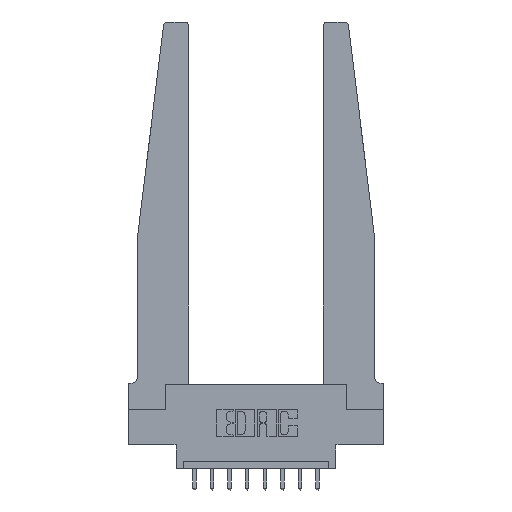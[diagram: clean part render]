
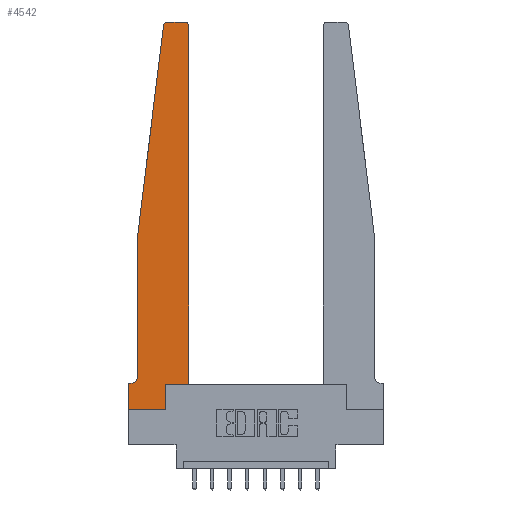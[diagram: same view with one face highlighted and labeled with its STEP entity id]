
A CAD part, top view. The second image highlights one B-rep face of the part: STEP entity #4542.
In plain terms, the highlighted planar face has unit normal (0, 0, 1).
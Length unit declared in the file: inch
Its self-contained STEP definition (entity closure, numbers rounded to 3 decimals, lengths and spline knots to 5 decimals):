
#163 = VECTOR ( 'NONE', #5841, 39.37008 ) ;
#216 = AXIS2_PLACEMENT_3D ( 'NONE', #12093, #693, #1740 ) ;
#301 = VERTEX_POINT ( 'NONE', #8015 ) ;
#570 = CARTESIAN_POINT ( 'NONE',  ( 0.065, 1.25, 0.37 ) ) ;
#677 = EDGE_CURVE ( 'NONE', #4243, #10595, #6944, .T. ) ;
#693 = DIRECTION ( 'NONE',  ( 0., 0., -1. ) ) ;
#1130 = ORIENTED_EDGE ( 'NONE', *, *, #5483, .T. ) ;
#1183 = CIRCLE ( 'NONE', #216, 0.05 ) ;
#1184 = DIRECTION ( 'NONE',  ( 1., 0., 0. ) ) ;
#1195 = CIRCLE ( 'NONE', #12286, 0.03 ) ;
#1233 = LINE ( 'NONE', #8095, #163 ) ;
#1367 = EDGE_CURVE ( 'NONE', #9822, #7723, #10902, .T. ) ;
#1429 = CARTESIAN_POINT ( 'NONE',  ( 0.425, 0.18, 0.37 ) ) ;
#1501 = CARTESIAN_POINT ( 'NONE',  ( 0.27653, 2.72, 0.37 ) ) ;
#1740 = DIRECTION ( 'NONE',  ( -1., 0., 0. ) ) ;
#1797 = DIRECTION ( 'NONE',  ( 0., 0., 1. ) ) ;
#1833 = VERTEX_POINT ( 'NONE', #5479 ) ;
#1921 = DIRECTION ( 'NONE',  ( -1., 0., 0. ) ) ;
#2425 = VERTEX_POINT ( 'NONE', #10402 ) ;
#2602 = CARTESIAN_POINT ( 'NONE',  ( 0.2605, 0., 0.37 ) ) ;
#2871 = VECTOR ( 'NONE', #14891, 39.37008 ) ;
#2880 = ORIENTED_EDGE ( 'NONE', *, *, #677, .T. ) ;
#2988 = VERTEX_POINT ( 'NONE', #12270 ) ;
#3754 = LINE ( 'NONE', #1429, #11937 ) ;
#3906 = CARTESIAN_POINT ( 'NONE',  ( 0.065, 1.25, 0.37 ) ) ;
#3965 = ORIENTED_EDGE ( 'NONE', *, *, #7511, .T. ) ;
#3967 = EDGE_CURVE ( 'NONE', #10595, #2425, #3754, .T. ) ;
#3984 = DIRECTION ( 'NONE',  ( 1., 0., 0. ) ) ;
#4243 = VERTEX_POINT ( 'NONE', #2602 ) ;
#4471 = CARTESIAN_POINT ( 'NONE',  ( 0.2605, 0.18, 0.37 ) ) ;
#4506 = DIRECTION ( 'NONE',  ( 0., 0., 1. ) ) ;
#4542 = ADVANCED_FACE ( 'NONE', ( #13833 ), #9015, .T. ) ;
#4679 = EDGE_CURVE ( 'NONE', #301, #4243, #12726, .T. ) ;
#4864 = CARTESIAN_POINT ( 'NONE',  ( 0.425, 2.72, 0.37 ) ) ;
#5041 = VECTOR ( 'NONE', #11760, 39.37008 ) ;
#5160 = VECTOR ( 'NONE', #11049, 39.37008 ) ;
#5250 = CARTESIAN_POINT ( 'NONE',  ( 0., 0.1875, 0.37 ) ) ;
#5281 = CARTESIAN_POINT ( 'NONE',  ( 0.27653, 2.75, 0.37 ) ) ;
#5479 = CARTESIAN_POINT ( 'NONE',  ( 0.395, 2.75, 0.37 ) ) ;
#5483 = EDGE_CURVE ( 'NONE', #8757, #5864, #14660, .T. ) ;
#5497 = DIRECTION ( 'NONE',  ( 0., 1., 0. ) ) ;
#5501 = CARTESIAN_POINT ( 'NONE',  ( 0., 0.1875, 0.37 ) ) ;
#5582 = ORIENTED_EDGE ( 'NONE', *, *, #1367, .T. ) ;
#5752 = ORIENTED_EDGE ( 'NONE', *, *, #11474, .T. ) ;
#5786 = VERTEX_POINT ( 'NONE', #4864 ) ;
#5793 = CARTESIAN_POINT ( 'NONE',  ( 0.24675, 2.72367, 0.37 ) ) ;
#5840 = AXIS2_PLACEMENT_3D ( 'NONE', #5501, #4506, #1184 ) ;
#5841 = DIRECTION ( 'NONE',  ( -1., 0., 0. ) ) ;
#5864 = VERTEX_POINT ( 'NONE', #5250 ) ;
#6413 = VECTOR ( 'NONE', #5497, 39.37008 ) ;
#6464 = EDGE_CURVE ( 'NONE', #2425, #5786, #13398, .T. ) ;
#6553 = CARTESIAN_POINT ( 'NONE',  ( 0.065, 0.1875, 0.37 ) ) ;
#6575 = VECTOR ( 'NONE', #8188, 39.37008 ) ;
#6765 = ORIENTED_EDGE ( 'NONE', *, *, #11026, .T. ) ;
#6944 = LINE ( 'NONE', #13779, #10639 ) ;
#6993 = CARTESIAN_POINT ( 'NONE',  ( 0., 0., 0.37 ) ) ;
#7018 = EDGE_CURVE ( 'NONE', #1833, #9714, #1233, .T. ) ;
#7058 = VECTOR ( 'NONE', #1921, 39.37008 ) ;
#7511 = EDGE_CURVE ( 'NONE', #7723, #2988, #9409, .T. ) ;
#7513 = ORIENTED_EDGE ( 'NONE', *, *, #11529, .T. ) ;
#7723 = VERTEX_POINT ( 'NONE', #3906 ) ;
#8015 = CARTESIAN_POINT ( 'NONE',  ( 0., 0., 0.37 ) ) ;
#8095 = CARTESIAN_POINT ( 'NONE',  ( 0.25, 2.75, 0.37 ) ) ;
#8188 = DIRECTION ( 'NONE',  ( 1., 0., 0. ) ) ;
#8214 = DIRECTION ( 'NONE',  ( 0., 1., 0. ) ) ;
#8228 = EDGE_LOOP ( 'NONE', ( #10946, #13926, #5582, #3965, #6765, #1130, #7513, #9041, #2880, #11657, #13630, #5752 ) ) ;
#8757 = VERTEX_POINT ( 'NONE', #13318 ) ;
#9015 = PLANE ( 'NONE',  #5840 ) ;
#9041 = ORIENTED_EDGE ( 'NONE', *, *, #4679, .T. ) ;
#9327 = DIRECTION ( 'NONE',  ( 1., 0., 0. ) ) ;
#9409 = LINE ( 'NONE', #12752, #5041 ) ;
#9714 = VERTEX_POINT ( 'NONE', #5281 ) ;
#9822 = VERTEX_POINT ( 'NONE', #5793 ) ;
#10402 = CARTESIAN_POINT ( 'NONE',  ( 0.425, 0.18, 0.37 ) ) ;
#10595 = VERTEX_POINT ( 'NONE', #4471 ) ;
#10639 = VECTOR ( 'NONE', #8214, 39.37008 ) ;
#10902 = LINE ( 'NONE', #570, #5160 ) ;
#10946 = ORIENTED_EDGE ( 'NONE', *, *, #7018, .T. ) ;
#11026 = EDGE_CURVE ( 'NONE', #2988, #8757, #1183, .T. ) ;
#11049 = DIRECTION ( 'NONE',  ( -0.122, -0.992, 0. ) ) ;
#11094 = CIRCLE ( 'NONE', #12779, 0.03 ) ;
#11288 = CARTESIAN_POINT ( 'NONE',  ( 0.425, 0.18, 0.37 ) ) ;
#11474 = EDGE_CURVE ( 'NONE', #5786, #1833, #1195, .T. ) ;
#11507 = LINE ( 'NONE', #12574, #2871 ) ;
#11529 = EDGE_CURVE ( 'NONE', #5864, #301, #11507, .T. ) ;
#11657 = ORIENTED_EDGE ( 'NONE', *, *, #3967, .T. ) ;
#11760 = DIRECTION ( 'NONE',  ( 0., -1., 0. ) ) ;
#11937 = VECTOR ( 'NONE', #13055, 39.37008 ) ;
#12093 = CARTESIAN_POINT ( 'NONE',  ( 0.015, 0.2375, 0.37 ) ) ;
#12270 = CARTESIAN_POINT ( 'NONE',  ( 0.065, 0.2375, 0.37 ) ) ;
#12286 = AXIS2_PLACEMENT_3D ( 'NONE', #14457, #1797, #3984 ) ;
#12506 = EDGE_CURVE ( 'NONE', #9714, #9822, #11094, .T. ) ;
#12574 = CARTESIAN_POINT ( 'NONE',  ( 0., 0., 0.37 ) ) ;
#12726 = LINE ( 'NONE', #6993, #6575 ) ;
#12752 = CARTESIAN_POINT ( 'NONE',  ( 0.065, 1.25, 0.37 ) ) ;
#12779 = AXIS2_PLACEMENT_3D ( 'NONE', #1501, #14148, #9327 ) ;
#13055 = DIRECTION ( 'NONE',  ( 1., 0., 0. ) ) ;
#13318 = CARTESIAN_POINT ( 'NONE',  ( 0.015, 0.1875, 0.37 ) ) ;
#13398 = LINE ( 'NONE', #11288, #6413 ) ;
#13630 = ORIENTED_EDGE ( 'NONE', *, *, #6464, .T. ) ;
#13779 = CARTESIAN_POINT ( 'NONE',  ( 0.2605, 0.18, 0.37 ) ) ;
#13833 = FACE_OUTER_BOUND ( 'NONE', #8228, .T. ) ;
#13926 = ORIENTED_EDGE ( 'NONE', *, *, #12506, .T. ) ;
#14148 = DIRECTION ( 'NONE',  ( 0., 0., 1. ) ) ;
#14457 = CARTESIAN_POINT ( 'NONE',  ( 0.395, 2.72, 0.37 ) ) ;
#14660 = LINE ( 'NONE', #6553, #7058 ) ;
#14891 = DIRECTION ( 'NONE',  ( 0., -1., 0. ) ) ;
